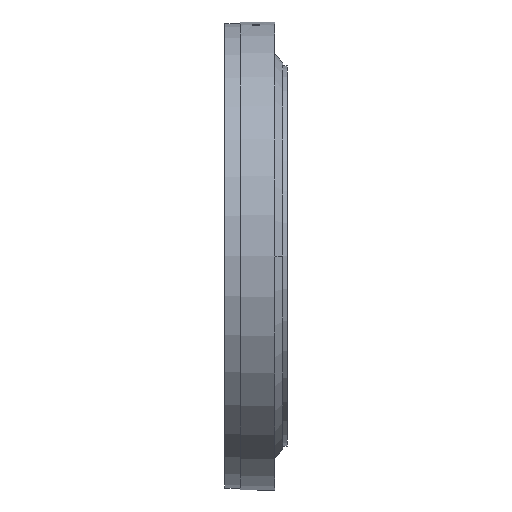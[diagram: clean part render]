
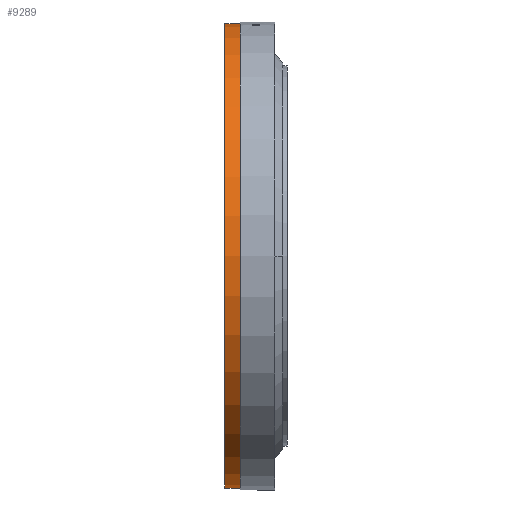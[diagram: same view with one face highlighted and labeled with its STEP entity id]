
A CAD part, left-side view. The second image highlights one B-rep face of the part: STEP entity #9289.
In plain terms, the highlighted cylindrical face has radius 149 mm (diameter 298 mm), a partial arc.
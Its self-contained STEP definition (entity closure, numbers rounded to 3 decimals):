
#109 = CARTESIAN_POINT ( 'NONE',  ( 0., -61.11, 149. ) ) ;
#296 = AXIS2_PLACEMENT_3D ( 'NONE', #5537, #2858, #10972 ) ;
#401 = ORIENTED_EDGE ( 'NONE', *, *, #9149, .T. ) ;
#594 = VERTEX_POINT ( 'NONE', #2436 ) ;
#1249 = ORIENTED_EDGE ( 'NONE', *, *, #13965, .F. ) ;
#2436 = CARTESIAN_POINT ( 'NONE',  ( 0., 20., -149. ) ) ;
#2858 = DIRECTION ( 'NONE',  ( 0., -1., 0. ) ) ;
#3569 = CARTESIAN_POINT ( 'NONE',  ( 0., 10., 149. ) ) ;
#3662 = AXIS2_PLACEMENT_3D ( 'NONE', #12717, #12553, #12534 ) ;
#4014 = DIRECTION ( 'NONE',  ( 0., -1., 0. ) ) ;
#4109 = CIRCLE ( 'NONE', #3662, 149. ) ;
#4158 = LINE ( 'NONE', #109, #4379 ) ;
#4379 = VECTOR ( 'NONE', #4014, 1000. ) ;
#5537 = CARTESIAN_POINT ( 'NONE',  ( 0., 10., 0. ) ) ;
#6166 = DIRECTION ( 'NONE',  ( 0., 0., 1. ) ) ;
#6390 = CARTESIAN_POINT ( 'NONE',  ( 0., -61.11, 0. ) ) ;
#6808 = DIRECTION ( 'NONE',  ( 0., -1., 0. ) ) ;
#7259 = ORIENTED_EDGE ( 'NONE', *, *, #16872, .F. ) ;
#7686 = CARTESIAN_POINT ( 'NONE',  ( 0., -61.11, -149. ) ) ;
#7699 = DIRECTION ( 'NONE',  ( 0., -1., 0. ) ) ;
#8037 = VERTEX_POINT ( 'NONE', #16613 ) ;
#8558 = VERTEX_POINT ( 'NONE', #3569 ) ;
#9105 = EDGE_LOOP ( 'NONE', ( #1249, #401, #7259, #15313 ) ) ;
#9149 = EDGE_CURVE ( 'NONE', #594, #16770, #14043, .T. ) ;
#9289 = ADVANCED_FACE ( 'NONE', ( #14513 ), #14643, .T. ) ;
#10972 = DIRECTION ( 'NONE',  ( 0., 0., 1. ) ) ;
#10980 = EDGE_CURVE ( 'NONE', #8037, #8558, #4158, .T. ) ;
#12534 = DIRECTION ( 'NONE',  ( 0., 0., 1. ) ) ;
#12553 = DIRECTION ( 'NONE',  ( 0., 1., 0. ) ) ;
#12717 = CARTESIAN_POINT ( 'NONE',  ( 0., 20., 0. ) ) ;
#13965 = EDGE_CURVE ( 'NONE', #594, #8037, #4109, .T. ) ;
#14043 = LINE ( 'NONE', #7686, #14151 ) ;
#14151 = VECTOR ( 'NONE', #7699, 1000. ) ;
#14513 = FACE_OUTER_BOUND ( 'NONE', #9105, .T. ) ;
#14643 = CYLINDRICAL_SURFACE ( 'NONE', #15982, 149. ) ;
#15313 = ORIENTED_EDGE ( 'NONE', *, *, #10980, .F. ) ;
#15777 = CARTESIAN_POINT ( 'NONE',  ( 0., 10., -149. ) ) ;
#15982 = AXIS2_PLACEMENT_3D ( 'NONE', #6390, #6808, #6166 ) ;
#16581 = CIRCLE ( 'NONE', #296, 149. ) ;
#16613 = CARTESIAN_POINT ( 'NONE',  ( 0., 20., 149. ) ) ;
#16770 = VERTEX_POINT ( 'NONE', #15777 ) ;
#16872 = EDGE_CURVE ( 'NONE', #8558, #16770, #16581, .T. ) ;
